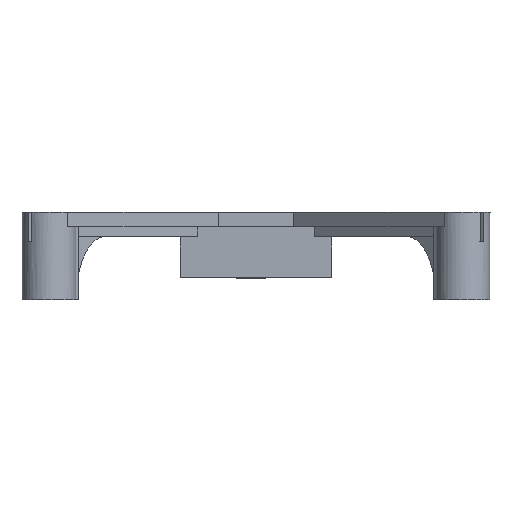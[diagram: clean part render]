
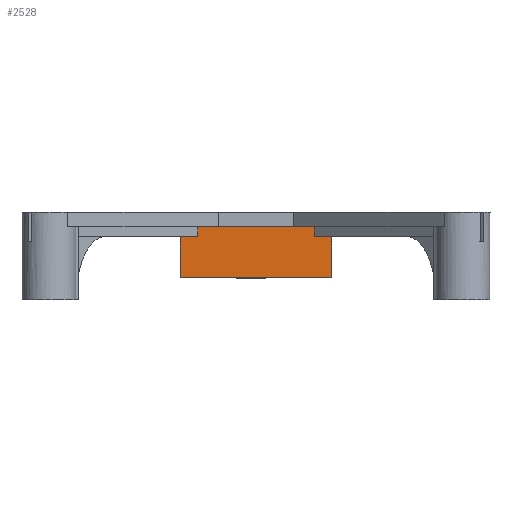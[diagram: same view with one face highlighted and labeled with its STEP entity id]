
A CAD part, left-side view. The second image highlights one B-rep face of the part: STEP entity #2528.
In plain terms, the highlighted planar face has unit normal (-1, 0, 0).
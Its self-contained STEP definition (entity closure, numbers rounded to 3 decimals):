
#70=PLANE('',#2690);
#178=FACE_OUTER_BOUND('',#319,.T.);
#319=EDGE_LOOP('',(#1792,#1793,#1794,#1795));
#484=LINE('',#3697,#759);
#493=LINE('',#3713,#768);
#494=LINE('',#3716,#769);
#495=LINE('',#3717,#770);
#759=VECTOR('',#2963,10.);
#768=VECTOR('',#2976,10.);
#769=VECTOR('',#2979,10.);
#770=VECTOR('',#2980,10.);
#1129=VERTEX_POINT('',#3694);
#1130=VERTEX_POINT('',#3696);
#1133=VERTEX_POINT('',#3706);
#1136=VERTEX_POINT('',#3715);
#1388=EDGE_CURVE('',#1129,#1130,#484,.T.);
#1397=EDGE_CURVE('',#1133,#1130,#493,.T.);
#1398=EDGE_CURVE('',#1133,#1136,#494,.T.);
#1399=EDGE_CURVE('',#1136,#1129,#495,.T.);
#1792=ORIENTED_EDGE('',*,*,#1398,.F.);
#1793=ORIENTED_EDGE('',*,*,#1397,.T.);
#1794=ORIENTED_EDGE('',*,*,#1388,.F.);
#1795=ORIENTED_EDGE('',*,*,#1399,.F.);
#2528=ADVANCED_FACE('',(#178),#70,.T.);
#2690=AXIS2_PLACEMENT_3D('',#3714,#2977,#2978);
#2963=DIRECTION('',(0.,1.,0.));
#2976=DIRECTION('',(0.,0.,-1.));
#2977=DIRECTION('center_axis',(-1.,0.,0.));
#2978=DIRECTION('ref_axis',(0.,1.,0.));
#2979=DIRECTION('',(0.,-1.,0.));
#2980=DIRECTION('',(0.,0.,-1.));
#3694=CARTESIAN_POINT('',(-13.3,-15.51,-10.4));
#3696=CARTESIAN_POINT('',(-13.3,15.51,-10.4));
#3697=CARTESIAN_POINT('',(-13.3,-7.755,-10.4));
#3706=CARTESIAN_POINT('',(-13.3,15.51,0.));
#3713=CARTESIAN_POINT('',(-13.3,15.51,0.));
#3714=CARTESIAN_POINT('Origin',(-13.3,-15.51,0.));
#3715=CARTESIAN_POINT('',(-13.3,-15.51,0.));
#3716=CARTESIAN_POINT('',(-13.3,-19.737,0.));
#3717=CARTESIAN_POINT('',(-13.3,-15.51,0.));
